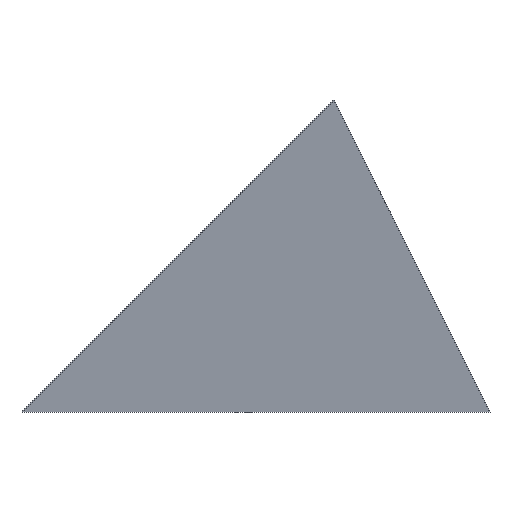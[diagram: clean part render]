
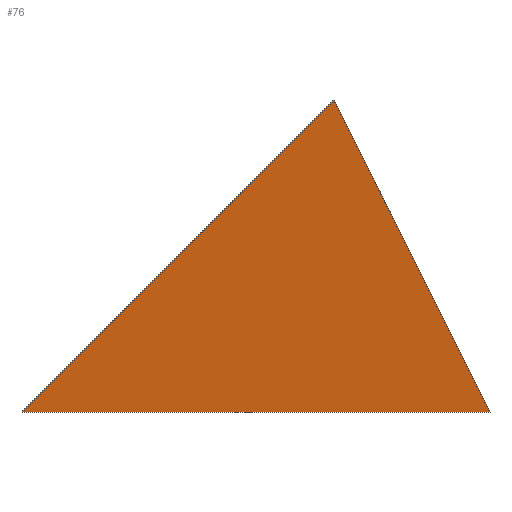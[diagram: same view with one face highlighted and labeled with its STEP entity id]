
A CAD part, front view. The second image highlights one B-rep face of the part: STEP entity #76.
In plain terms, the highlighted planar face has unit normal (-0.447, -0.775, 0.447).
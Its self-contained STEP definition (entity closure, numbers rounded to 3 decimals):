
#76=ADVANCED_FACE('',(#82),#83,.F.);
#82=FACE_OUTER_BOUND('',#90,.T.);
#83=PLANE('',#91);
#90=EDGE_LOOP('',(#102,#103,#104));
#91=AXIS2_PLACEMENT_3D('',#105,#106,#107);
#102=ORIENTED_EDGE('',*,*,#123,.T.);
#103=ORIENTED_EDGE('',*,*,#121,.F.);
#104=ORIENTED_EDGE('',*,*,#124,.F.);
#105=CARTESIAN_POINT('',(0.25,-0.433,0.0));
#106=DIRECTION('',(0.447,0.775,-0.447));
#107=DIRECTION('',(-0.707,0.,-0.707));
#121=EDGE_CURVE('',#127,#129,#130,.T.);
#123=EDGE_CURVE('',#132,#129,#133,.T.);
#124=EDGE_CURVE('',#132,#127,#134,.T.);
#127=VERTEX_POINT('',#137);
#129=VERTEX_POINT('',#140);
#130=LINE('',#141,#142);
#132=VERTEX_POINT('',#145);
#133=LINE('',#146,#147);
#134=LINE('',#148,#149);
#137=CARTESIAN_POINT('',(0.5,-0.866,-0.5));
#140=CARTESIAN_POINT('',(-1.0,0.,-0.5));
#141=CARTESIAN_POINT('',(-0.25,-0.433,-0.5));
#142=VECTOR('',#153,1.0);
#145=CARTESIAN_POINT('',(0.0,0.0,0.5));
#146=CARTESIAN_POINT('',(-0.5,0.,0.0));
#147=VECTOR('',#155,1.0);
#148=CARTESIAN_POINT('',(0.25,-0.433,0.0));
#149=VECTOR('',#156,1.0);
#153=DIRECTION('',(-0.866,0.5,0.0));
#155=DIRECTION('',(-0.707,0.,-0.707));
#156=DIRECTION('',(0.354,-0.612,-0.707));
